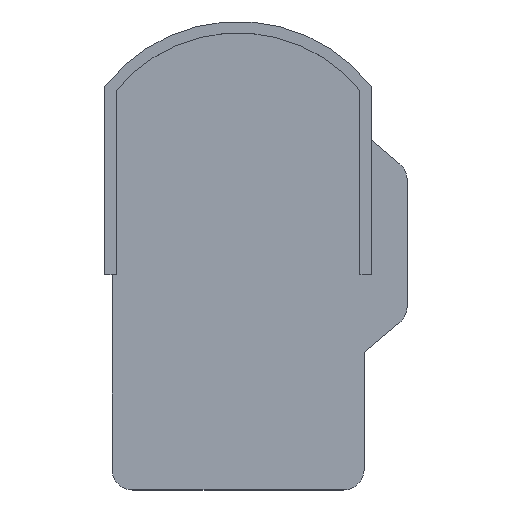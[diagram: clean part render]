
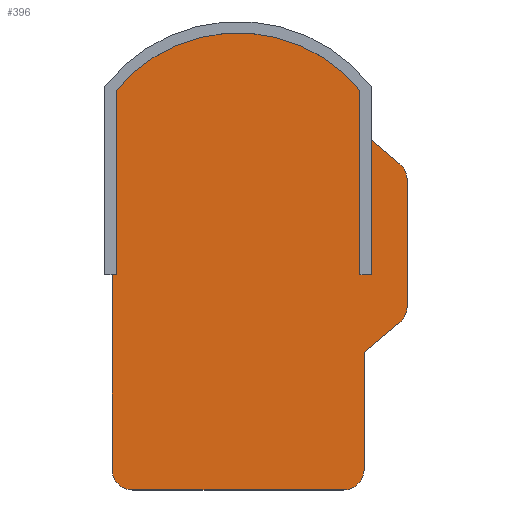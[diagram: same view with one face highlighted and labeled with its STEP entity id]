
A CAD part, top view. The second image highlights one B-rep face of the part: STEP entity #396.
In plain terms, the highlighted planar face has unit normal (0, 0, 1).
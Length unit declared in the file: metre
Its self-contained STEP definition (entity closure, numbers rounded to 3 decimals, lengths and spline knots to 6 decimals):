
#13=CIRCLE('',#423,0.005);
#15=CIRCLE('',#427,0.005);
#17=CIRCLE('',#432,0.005);
#19=CIRCLE('',#436,0.005);
#20=CIRCLE('',#439,0.037776);
#70=ORIENTED_EDGE('',*,*,#175,.F.);
#71=ORIENTED_EDGE('',*,*,#176,.F.);
#72=ORIENTED_EDGE('',*,*,#177,.F.);
#73=ORIENTED_EDGE('',*,*,#178,.F.);
#74=ORIENTED_EDGE('',*,*,#179,.F.);
#75=ORIENTED_EDGE('',*,*,#180,.F.);
#76=ORIENTED_EDGE('',*,*,#147,.F.);
#77=ORIENTED_EDGE('',*,*,#150,.T.);
#78=ORIENTED_EDGE('',*,*,#153,.T.);
#79=ORIENTED_EDGE('',*,*,#156,.T.);
#80=ORIENTED_EDGE('',*,*,#159,.F.);
#81=ORIENTED_EDGE('',*,*,#162,.F.);
#82=ORIENTED_EDGE('',*,*,#165,.T.);
#83=ORIENTED_EDGE('',*,*,#168,.F.);
#84=ORIENTED_EDGE('',*,*,#171,.T.);
#85=ORIENTED_EDGE('',*,*,#173,.F.);
#147=EDGE_CURVE('',#204,#202,#242,.T.);
#150=EDGE_CURVE('',#204,#206,#13,.T.);
#153=EDGE_CURVE('',#206,#208,#246,.T.);
#156=EDGE_CURVE('',#208,#210,#15,.T.);
#159=EDGE_CURVE('',#212,#210,#250,.T.);
#162=EDGE_CURVE('',#214,#212,#253,.T.);
#165=EDGE_CURVE('',#214,#216,#17,.T.);
#168=EDGE_CURVE('',#218,#216,#257,.T.);
#171=EDGE_CURVE('',#218,#220,#19,.T.);
#173=EDGE_CURVE('',#221,#220,#260,.T.);
#175=EDGE_CURVE('',#223,#221,#262,.T.);
#176=EDGE_CURVE('',#224,#223,#263,.T.);
#177=EDGE_CURVE('',#225,#224,#264,.T.);
#178=EDGE_CURVE('',#226,#225,#20,.F.);
#179=EDGE_CURVE('',#227,#226,#265,.T.);
#180=EDGE_CURVE('',#202,#227,#266,.T.);
#202=VERTEX_POINT('',#570);
#204=VERTEX_POINT('',#574);
#206=VERTEX_POINT('',#580);
#208=VERTEX_POINT('',#586);
#210=VERTEX_POINT('',#592);
#212=VERTEX_POINT('',#598);
#214=VERTEX_POINT('',#604);
#216=VERTEX_POINT('',#610);
#218=VERTEX_POINT('',#616);
#220=VERTEX_POINT('',#622);
#221=VERTEX_POINT('',#626);
#223=VERTEX_POINT('',#632);
#224=VERTEX_POINT('',#634);
#225=VERTEX_POINT('',#636);
#226=VERTEX_POINT('',#638);
#227=VERTEX_POINT('',#640);
#242=LINE('',#575,#287);
#246=LINE('',#587,#291);
#250=LINE('',#599,#295);
#253=LINE('',#605,#298);
#257=LINE('',#617,#302);
#260=LINE('',#628,#305);
#262=LINE('',#631,#307);
#263=LINE('',#633,#308);
#264=LINE('',#635,#309);
#265=LINE('',#639,#310);
#266=LINE('',#641,#311);
#287=VECTOR('',#460,1.);
#291=VECTOR('',#472,1.);
#295=VECTOR('',#484,1.);
#298=VECTOR('',#489,1.);
#302=VECTOR('',#501,1.);
#305=VECTOR('',#512,1.);
#307=VECTOR('',#516,1.);
#308=VECTOR('',#517,1.);
#309=VECTOR('',#518,1.);
#310=VECTOR('',#521,1.);
#311=VECTOR('',#522,1.);
#339=EDGE_LOOP('',(#70,#71,#72,#73,#74,#75,#76,#77,#78,#79,#80,#81,#82,
#83,#84,#85));
#360=FACE_BOUND('',#339,.T.);
#377=PLANE('',#438);
#396=ADVANCED_FACE('',(#360),#377,.T.);
#423=AXIS2_PLACEMENT_3D('',#581,#466,#467);
#427=AXIS2_PLACEMENT_3D('',#593,#478,#479);
#432=AXIS2_PLACEMENT_3D('',#611,#495,#496);
#436=AXIS2_PLACEMENT_3D('',#623,#507,#508);
#438=AXIS2_PLACEMENT_3D('',#630,#514,#515);
#439=AXIS2_PLACEMENT_3D('',#637,#519,#520);
#460=DIRECTION('',(0.,1.,0.));
#466=DIRECTION('',(0.,0.,1.));
#467=DIRECTION('',(1.,0.,0.));
#472=DIRECTION('',(1.,0.,0.));
#478=DIRECTION('',(0.,0.,1.));
#479=DIRECTION('',(1.,0.,0.));
#484=DIRECTION('',(0.,-1.,0.));
#489=DIRECTION('',(-0.766,-0.643,0.));
#495=DIRECTION('',(0.,0.,1.));
#496=DIRECTION('',(1.,0.,0.));
#501=DIRECTION('',(0.,-1.,0.));
#507=DIRECTION('',(0.,0.,1.));
#508=DIRECTION('',(1.,0.,0.));
#512=DIRECTION('',(0.766,-0.643,0.));
#514=DIRECTION('',(0.,0.,1.));
#515=DIRECTION('',(1.,0.,0.));
#516=DIRECTION('',(0.,1.,0.));
#517=DIRECTION('',(1.,0.,0.));
#518=DIRECTION('',(0.,-1.,0.));
#519=DIRECTION('',(0.,0.,1.));
#520=DIRECTION('',(1.,0.,0.));
#521=DIRECTION('',(0.,1.,0.));
#522=DIRECTION('',(1.,0.,0.));
#570=CARTESIAN_POINT('',(-0.030231,0.008924,0.0011));
#574=CARTESIAN_POINT('',(-0.030231,-0.037693,0.0011));
#575=CARTESIAN_POINT('',(-0.030231,0.048076,0.0011));
#580=CARTESIAN_POINT('',(-0.025231,-0.042693,0.0011));
#581=CARTESIAN_POINT('',(-0.025231,-0.037693,0.0011));
#586=CARTESIAN_POINT('',(0.025231,-0.042693,0.0011));
#587=CARTESIAN_POINT('',(0.,-0.042693,0.0011));
#592=CARTESIAN_POINT('',(0.030231,-0.037693,0.0011));
#593=CARTESIAN_POINT('',(0.025231,-0.037693,0.0011));
#598=CARTESIAN_POINT('',(0.030231,-0.009651,0.0011));
#599=CARTESIAN_POINT('',(0.030231,-0.023672,0.0011));
#604=CARTESIAN_POINT('',(0.03878,-0.002478,0.0011));
#605=CARTESIAN_POINT('',(0.034505,-0.006064,0.0011));
#610=CARTESIAN_POINT('',(0.040566,0.001353,0.0011));
#611=CARTESIAN_POINT('',(0.035566,0.001353,0.0011));
#616=CARTESIAN_POINT('',(0.040566,0.031689,0.0011));
#617=CARTESIAN_POINT('',(0.040566,0.016521,0.0011));
#622=CARTESIAN_POINT('',(0.03878,0.03552,0.0011));
#623=CARTESIAN_POINT('',(0.035566,0.031689,0.0011));
#626=CARTESIAN_POINT('',(0.031963,0.04124,0.0011));
#628=CARTESIAN_POINT('',(0.034505,0.039106,0.0011));
#630=CARTESIAN_POINT('',(0.005167,0.01263,0.0011));
#631=CARTESIAN_POINT('',(0.031963,0.01263,0.0011));
#632=CARTESIAN_POINT('',(0.031963,0.008924,0.0011));
#633=CARTESIAN_POINT('',(0.005167,0.008924,0.0011));
#634=CARTESIAN_POINT('',(0.029231,0.008924,0.0011));
#635=CARTESIAN_POINT('',(0.029231,0.01263,0.0011));
#636=CARTESIAN_POINT('',(0.029231,0.053105,0.0011));
#637=CARTESIAN_POINT('',(0.,0.029176,0.0011));
#638=CARTESIAN_POINT('',(-0.029231,0.053105,0.0011));
#639=CARTESIAN_POINT('',(-0.029231,0.01263,0.0011));
#640=CARTESIAN_POINT('',(-0.029231,0.008924,0.0011));
#641=CARTESIAN_POINT('',(0.005167,0.008924,0.0011));
